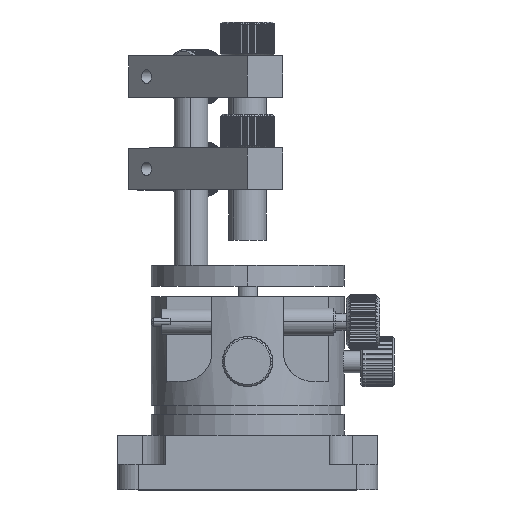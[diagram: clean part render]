
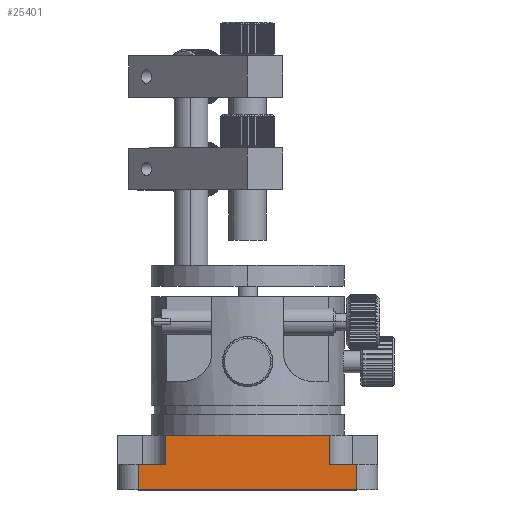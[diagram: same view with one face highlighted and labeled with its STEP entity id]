
A CAD part, top view. The second image highlights one B-rep face of the part: STEP entity #25401.
In plain terms, the highlighted planar face has unit normal (0, 0, 1).
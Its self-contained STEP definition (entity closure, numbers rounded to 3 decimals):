
#632 = DIRECTION ( 'NONE',  ( 1., 0., 0. ) ) ;
#1851 = CARTESIAN_POINT ( 'NONE',  ( -26., 6., 31. ) ) ;
#2479 = DIRECTION ( 'NONE',  ( 1., 0., 0. ) ) ;
#2713 = LINE ( 'NONE', #20398, #17192 ) ;
#2912 = FACE_OUTER_BOUND ( 'NONE', #17475, .T. ) ;
#3160 = DIRECTION ( 'NONE',  ( -1., 0., 0. ) ) ;
#5106 = DIRECTION ( 'NONE',  ( 0., -1., 0. ) ) ;
#6152 = VECTOR ( 'NONE', #32134, 1000. ) ;
#7755 = ORIENTED_EDGE ( 'NONE', *, *, #37888, .T. ) ;
#8402 = CARTESIAN_POINT ( 'NONE',  ( -26., 13., 31. ) ) ;
#8938 = DIRECTION ( 'NONE',  ( 0., -1., 0. ) ) ;
#8944 = VECTOR ( 'NONE', #5106, 1000. ) ;
#9094 = ORIENTED_EDGE ( 'NONE', *, *, #37777, .F. ) ;
#11405 = CARTESIAN_POINT ( 'NONE',  ( 19.5, 6., 31. ) ) ;
#12394 = DIRECTION ( 'NONE',  ( 1., 0., 0. ) ) ;
#12428 = VERTEX_POINT ( 'NONE', #38548 ) ;
#13034 = AXIS2_PLACEMENT_3D ( 'NONE', #31218, #34508, #3160 ) ;
#15520 = VECTOR ( 'NONE', #8938, 1000. ) ;
#17192 = VECTOR ( 'NONE', #2479, 1000. ) ;
#17327 = VECTOR ( 'NONE', #632, 1000. ) ;
#17475 = EDGE_LOOP ( 'NONE', ( #25357, #9094, #27885, #21594, #7755, #19279, #33871, #17788 ) ) ;
#17788 = ORIENTED_EDGE ( 'NONE', *, *, #40480, .T. ) ;
#18111 = CARTESIAN_POINT ( 'NONE',  ( -26., 0., 31. ) ) ;
#19279 = ORIENTED_EDGE ( 'NONE', *, *, #30779, .F. ) ;
#20261 = VERTEX_POINT ( 'NONE', #1851 ) ;
#20398 = CARTESIAN_POINT ( 'NONE',  ( 19.5, 6., 31. ) ) ;
#20939 = PLANE ( 'NONE',  #13034 ) ;
#21594 = ORIENTED_EDGE ( 'NONE', *, *, #38598, .T. ) ;
#22631 = CARTESIAN_POINT ( 'NONE',  ( -19.5, 13., 31. ) ) ;
#23855 = VERTEX_POINT ( 'NONE', #33163 ) ;
#24490 = VERTEX_POINT ( 'NONE', #30437 ) ;
#24757 = VERTEX_POINT ( 'NONE', #31660 ) ;
#25357 = ORIENTED_EDGE ( 'NONE', *, *, #27443, .F. ) ;
#25401 = ADVANCED_FACE ( 'NONE', ( #2912 ), #20939, .F. ) ;
#25423 = VERTEX_POINT ( 'NONE', #27637 ) ;
#26651 = CARTESIAN_POINT ( 'NONE',  ( 26., 13., 31. ) ) ;
#27443 = EDGE_CURVE ( 'NONE', #30764, #24757, #40132, .T. ) ;
#27637 = CARTESIAN_POINT ( 'NONE',  ( -19.5, 6., 31. ) ) ;
#27885 = ORIENTED_EDGE ( 'NONE', *, *, #34275, .F. ) ;
#29224 = VECTOR ( 'NONE', #36838, 1000. ) ;
#29602 = DIRECTION ( 'NONE',  ( 0., 1., 0. ) ) ;
#30425 = VECTOR ( 'NONE', #29602, 1000. ) ;
#30437 = CARTESIAN_POINT ( 'NONE',  ( 26., 6., 31. ) ) ;
#30627 = VECTOR ( 'NONE', #12394, 1000. ) ;
#30764 = VERTEX_POINT ( 'NONE', #22631 ) ;
#30779 = EDGE_CURVE ( 'NONE', #24490, #23855, #42270, .T. ) ;
#30975 = LINE ( 'NONE', #11405, #30425 ) ;
#31218 = CARTESIAN_POINT ( 'NONE',  ( -26., 13., 31. ) ) ;
#31222 = LINE ( 'NONE', #46124, #6152 ) ;
#31660 = CARTESIAN_POINT ( 'NONE',  ( 19.5, 13., 31. ) ) ;
#32134 = DIRECTION ( 'NONE',  ( 0., 1., 0. ) ) ;
#33163 = CARTESIAN_POINT ( 'NONE',  ( 26., 0., 31. ) ) ;
#33727 = CARTESIAN_POINT ( 'NONE',  ( -26., 13., 31. ) ) ;
#33871 = ORIENTED_EDGE ( 'NONE', *, *, #39208, .F. ) ;
#34275 = EDGE_CURVE ( 'NONE', #20261, #25423, #44818, .T. ) ;
#34508 = DIRECTION ( 'NONE',  ( 0., 0., -1. ) ) ;
#36838 = DIRECTION ( 'NONE',  ( 1., 0., 0. ) ) ;
#37399 = LINE ( 'NONE', #18111, #17327 ) ;
#37777 = EDGE_CURVE ( 'NONE', #25423, #30764, #31222, .T. ) ;
#37888 = EDGE_CURVE ( 'NONE', #42287, #23855, #37399, .T. ) ;
#38548 = CARTESIAN_POINT ( 'NONE',  ( 19.5, 6., 31. ) ) ;
#38598 = EDGE_CURVE ( 'NONE', #20261, #42287, #40141, .T. ) ;
#39208 = EDGE_CURVE ( 'NONE', #12428, #24490, #2713, .T. ) ;
#40132 = LINE ( 'NONE', #33727, #30627 ) ;
#40141 = LINE ( 'NONE', #8402, #8944 ) ;
#40278 = CARTESIAN_POINT ( 'NONE',  ( -26., 0., 31. ) ) ;
#40480 = EDGE_CURVE ( 'NONE', #12428, #24757, #30975, .T. ) ;
#42270 = LINE ( 'NONE', #26651, #15520 ) ;
#42287 = VERTEX_POINT ( 'NONE', #40278 ) ;
#43841 = CARTESIAN_POINT ( 'NONE',  ( -19.5, 6., 31. ) ) ;
#44818 = LINE ( 'NONE', #43841, #29224 ) ;
#46124 = CARTESIAN_POINT ( 'NONE',  ( -19.5, 6., 31. ) ) ;
